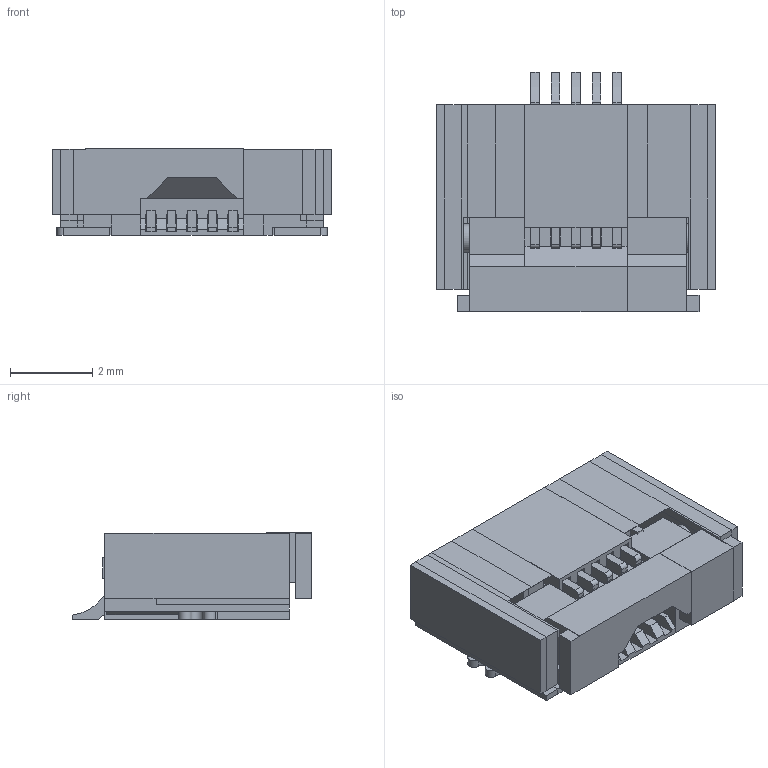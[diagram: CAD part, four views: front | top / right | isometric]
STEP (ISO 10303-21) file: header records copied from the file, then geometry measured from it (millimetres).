
FILE_DESCRIPTION(('STEP AP214'), '1');
FILE_NAME('FPC-5', '2025-02-21T16:32:55', (''), (''), 'C3D Converter', 'C3D Toolkit', '');
FILE_SCHEMA(('AUTOMOTIVE_DESIGN { 1 0 10303 214 3 1 1}'));
Length unit declared in the file: millimetre
Bounding box: 6.8 x 5.85 x 2.11 mm (x, y, z)
Volume: 47 mm3; surface area: 394.9 mm2
Topology: 17 solids, 17 shells, 425 faces, 1203 edges, 775 vertices
Faces by surface type: plane 386, cylinder 39
Full cylindrical faces by diameter (mm): 0.7 x2, 0.8 x2
Entity records: 15795 total; most frequent: CARTESIAN_POINT 2400, ORIENTED_EDGE 2398, DIRECTION 2133, EDGE_CURVE 1199, LINE 1117, VECTOR 1117, VERTEX_POINT 775, AXIS2_PLACEMENT_3D 508
